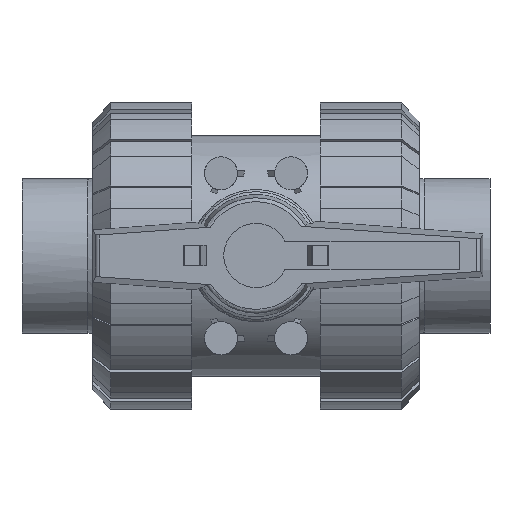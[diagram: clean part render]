
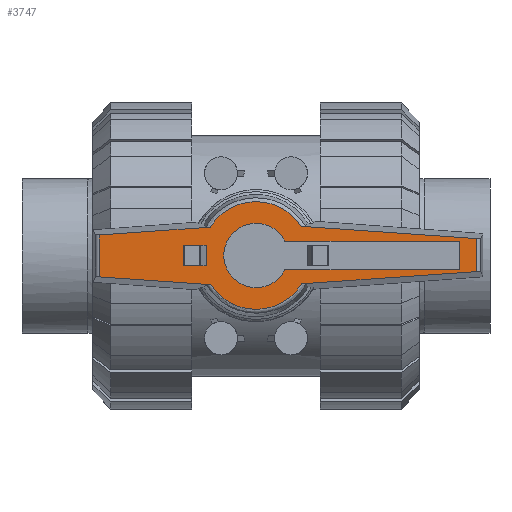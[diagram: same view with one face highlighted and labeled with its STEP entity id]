
A CAD part, top view. The second image highlights one B-rep face of the part: STEP entity #3747.
In plain terms, the highlighted planar face has unit normal (0, 0, 1).
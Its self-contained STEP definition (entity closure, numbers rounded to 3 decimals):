
#379=CARTESIAN_POINT('',(14.053,-6.838,225.5));
#380=VERTEX_POINT('',#379);
#381=CARTESIAN_POINT('',(14.053,6.838,225.5));
#382=VERTEX_POINT('',#381);
#383=CARTESIAN_POINT('',(0.0,0.0,225.5));
#384=DIRECTION('',(0.0,0.0,-1.0));
#385=DIRECTION('',(1.0,0.0,0.0));
#386=AXIS2_PLACEMENT_3D('',#383,#384,#385);
#387=CIRCLE('',#386,15.629);
#388=EDGE_CURVE('',#380,#382,#387,.T.);
#468=CARTESIAN_POINT('',(98.5,-6.838,225.5));
#469=VERTEX_POINT('',#468);
#470=CARTESIAN_POINT('',(98.5,-6.838,225.5));
#471=DIRECTION('',(-1.0,0.0,0.0));
#472=VECTOR('',#471,84.447);
#473=LINE('',#470,#472);
#474=EDGE_CURVE('',#469,#380,#473,.T.);
#1082=CARTESIAN_POINT('',(98.5,6.838,225.5));
#1083=VERTEX_POINT('',#1082);
#1084=CARTESIAN_POINT('',(14.053,6.838,225.5));
#1085=DIRECTION('',(1.0,0.0,0.0));
#1086=VECTOR('',#1085,84.447);
#1087=LINE('',#1084,#1086);
#1088=EDGE_CURVE('',#382,#1083,#1087,.T.);
#1106=CARTESIAN_POINT('',(98.5,6.838,225.5));
#1107=DIRECTION('',(0.0,-1.0,0.0));
#1108=VECTOR('',#1107,13.675);
#1109=LINE('',#1106,#1108);
#1110=EDGE_CURVE('',#1083,#469,#1109,.T.);
#2094=CARTESIAN_POINT('',(-21.949,-14.147,225.5));
#2095=VERTEX_POINT('',#2094);
#2109=CARTESIAN_POINT('',(-75.912,-10.373,225.5));
#2110=VERTEX_POINT('',#2109);
#2111=CARTESIAN_POINT('',(-75.912,-10.373,225.5));
#2112=DIRECTION('',(0.998,-0.07,0.0));
#2113=VECTOR('',#2112,54.094);
#2114=LINE('',#2111,#2113);
#2115=EDGE_CURVE('',#2110,#2095,#2114,.T.);
#2388=CARTESIAN_POINT('',(21.949,14.147,225.5));
#2389=VERTEX_POINT('',#2388);
#2403=CARTESIAN_POINT('',(106.912,8.205,225.5));
#2404=VERTEX_POINT('',#2403);
#2405=CARTESIAN_POINT('',(106.912,8.205,225.5));
#2406=DIRECTION('',(-0.998,0.07,0.0));
#2407=VECTOR('',#2406,85.17);
#2408=LINE('',#2405,#2407);
#2409=EDGE_CURVE('',#2404,#2389,#2408,.T.);
#2459=CARTESIAN_POINT('',(-24.228,-5.0,225.5));
#2460=VERTEX_POINT('',#2459);
#2461=CARTESIAN_POINT('',(-35.,-5.0,225.5));
#2462=VERTEX_POINT('',#2461);
#2463=CARTESIAN_POINT('',(-24.228,-5.0,225.5));
#2464=DIRECTION('',(-1.0,0.0,0.0));
#2465=VECTOR('',#2464,10.772);
#2466=LINE('',#2463,#2465);
#2467=EDGE_CURVE('',#2460,#2462,#2466,.T.);
#2517=CARTESIAN_POINT('',(-24.228,5.0,225.5));
#2518=VERTEX_POINT('',#2517);
#2519=CARTESIAN_POINT('',(-24.228,5.0,225.5));
#2520=DIRECTION('',(0.0,-1.0,0.0));
#2521=VECTOR('',#2520,10.0);
#2522=LINE('',#2519,#2521);
#2523=EDGE_CURVE('',#2518,#2460,#2522,.T.);
#2580=CARTESIAN_POINT('',(-35.,5.0,225.5));
#2581=VERTEX_POINT('',#2580);
#2582=CARTESIAN_POINT('',(-35.,-5.0,225.5));
#2583=DIRECTION('',(0.0,1.0,0.0));
#2584=VECTOR('',#2583,10.0);
#2585=LINE('',#2582,#2584);
#2586=EDGE_CURVE('',#2462,#2581,#2585,.T.);
#2646=CARTESIAN_POINT('',(-35.,5.0,225.5));
#2647=DIRECTION('',(1.0,0.0,0.0));
#2648=VECTOR('',#2647,10.772);
#2649=LINE('',#2646,#2648);
#2650=EDGE_CURVE('',#2581,#2518,#2649,.T.);
#2876=CARTESIAN_POINT('',(-75.912,9.979,225.5));
#2877=VERTEX_POINT('',#2876);
#2885=CARTESIAN_POINT('',(-22.21,13.734,225.5));
#2886=VERTEX_POINT('',#2885);
#2887=CARTESIAN_POINT('',(-22.21,13.734,225.5));
#2888=DIRECTION('',(-0.998,-0.07,0.0));
#2889=VECTOR('',#2888,53.833);
#2890=LINE('',#2887,#2889);
#2891=EDGE_CURVE('',#2886,#2877,#2890,.T.);
#3043=CARTESIAN_POINT('',(106.912,-7.811,225.5));
#3044=VERTEX_POINT('',#3043);
#3052=CARTESIAN_POINT('',(22.21,-13.734,225.5));
#3053=VERTEX_POINT('',#3052);
#3054=CARTESIAN_POINT('',(22.21,-13.734,225.5));
#3055=DIRECTION('',(0.998,0.07,0.0));
#3056=VECTOR('',#3055,84.909);
#3057=LINE('',#3054,#3056);
#3058=EDGE_CURVE('',#3053,#3044,#3057,.T.);
#3132=CARTESIAN_POINT('',(106.912,8.205,225.5));
#3133=DIRECTION('',(0.0,-1.0,0.0));
#3134=VECTOR('',#3133,16.017);
#3135=LINE('',#3132,#3134);
#3136=EDGE_CURVE('',#2404,#3044,#3135,.T.);
#3195=CARTESIAN_POINT('',(-75.912,9.979,225.5));
#3196=DIRECTION('',(0.0,-1.0,0.0));
#3197=VECTOR('',#3196,20.352);
#3198=LINE('',#3195,#3197);
#3199=EDGE_CURVE('',#2877,#2110,#3198,.T.);
#3440=CARTESIAN_POINT('',(0.0,0.0,225.5));
#3441=DIRECTION('',(0.0,0.0,1.0));
#3442=DIRECTION('',(1.0,0.0,0.0));
#3443=AXIS2_PLACEMENT_3D('',#3440,#3441,#3442);
#3444=CIRCLE('',#3443,26.113);
#3445=EDGE_CURVE('',#2389,#2886,#3444,.T.);
#3710=CARTESIAN_POINT('',(0.0,0.0,225.5));
#3711=DIRECTION('',(0.0,0.0,1.0));
#3712=DIRECTION('',(1.0,0.0,0.0));
#3713=AXIS2_PLACEMENT_3D('',#3710,#3711,#3712);
#3714=CIRCLE('',#3713,26.113);
#3715=EDGE_CURVE('',#2095,#3053,#3714,.T.);
#3720=CARTESIAN_POINT('',(13.057,0.0,225.5));
#3721=DIRECTION('',(0.0,0.0,1.0));
#3722=DIRECTION('',(1.0,0.0,0.0));
#3723=AXIS2_PLACEMENT_3D('',#3720,#3721,#3722);
#3724=PLANE('',#3723);
#3725=ORIENTED_EDGE('',*,*,#2115,.T.);
#3726=ORIENTED_EDGE('',*,*,#3715,.T.);
#3727=ORIENTED_EDGE('',*,*,#3058,.T.);
#3728=ORIENTED_EDGE('',*,*,#3136,.F.);
#3729=ORIENTED_EDGE('',*,*,#2409,.T.);
#3730=ORIENTED_EDGE('',*,*,#3445,.T.);
#3731=ORIENTED_EDGE('',*,*,#2891,.T.);
#3732=ORIENTED_EDGE('',*,*,#3199,.T.);
#3733=EDGE_LOOP('',(#3725,#3726,#3727,#3728,#3729,#3730,#3731,#3732));
#3734=FACE_OUTER_BOUND('',#3733,.T.);
#3735=ORIENTED_EDGE('',*,*,#474,.T.);
#3736=ORIENTED_EDGE('',*,*,#388,.T.);
#3737=ORIENTED_EDGE('',*,*,#1088,.T.);
#3738=ORIENTED_EDGE('',*,*,#1110,.T.);
#3739=EDGE_LOOP('',(#3735,#3736,#3737,#3738));
#3740=FACE_BOUND('',#3739,.T.);
#3741=ORIENTED_EDGE('',*,*,#2467,.T.);
#3742=ORIENTED_EDGE('',*,*,#2586,.T.);
#3743=ORIENTED_EDGE('',*,*,#2650,.T.);
#3744=ORIENTED_EDGE('',*,*,#2523,.T.);
#3745=EDGE_LOOP('',(#3741,#3742,#3743,#3744));
#3746=FACE_BOUND('',#3745,.T.);
#3747=ADVANCED_FACE('',(#3734,#3740,#3746),#3724,.T.);
